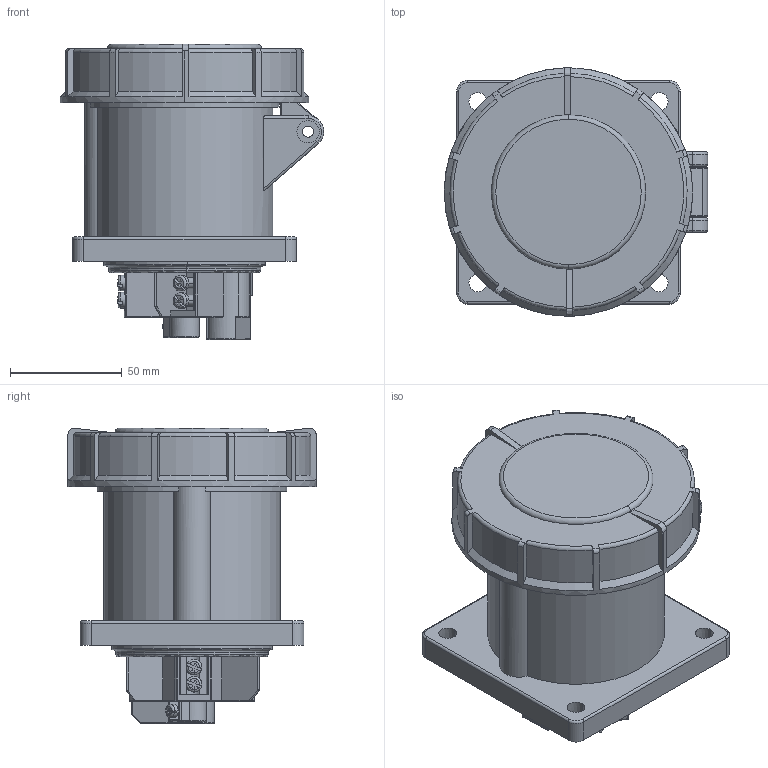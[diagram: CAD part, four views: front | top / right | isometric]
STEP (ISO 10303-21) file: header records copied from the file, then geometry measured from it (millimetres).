
FILE_DESCRIPTION (( 'STEP AP203' ), '1' );
FILE_NAME ('Ðîçåòêà ñòàöèîíàðíàÿ âíóòðåííÿÿ ps-3342-63-380.STEP', '2018-09-04T07:12:03', ( '' ), ( '' ), 'SwSTEP 2.0', 'SolidWorks 2017', '' );
FILE_SCHEMA (( 'CONFIG_CONTROL_DESIGN' ));
Length unit declared in the file: millimetre
Products named in the file (4): Êðûøêà 3342, 4342, 3352, 4352; Êîëîäêà 3342,4342; 扻豵鵨 3352,3342; Ðîçåòêà ñòàöèîíàðíàÿ âíóòðåííÿÿ ps-3342-63-380
Assembly tree (3 placements, depth 2):
  Ðîçåòêà ñòàöèîíàðíàÿ âíóòðåííÿÿ ps-3342-63-380
    扻豵鵨 3352,3342
    Êîëîäêà 3342,4342
    Êðûøêà 3342, 4342, 3352, 4352
Bounding box: 117.7 x 111 x 132.09 mm (x, y, z)
Volume: 513035.3 mm3; surface area: 144788.8 mm2
Topology: 12 solids, 12 shells, 603 faces, 1526 edges, 969 vertices
Faces by surface type: plane 282, cylinder 188, torus 85, cone 34, sphere 11, bspline 3
Entity records: 19361 total; most frequent: CARTESIAN_POINT 4360, DIRECTION 3098, ORIENTED_EDGE 3036, EDGE_CURVE 1518, AXIS2_PLACEMENT_3D 1139, VERTEX_POINT 967, VECTOR 820, LINE 820
